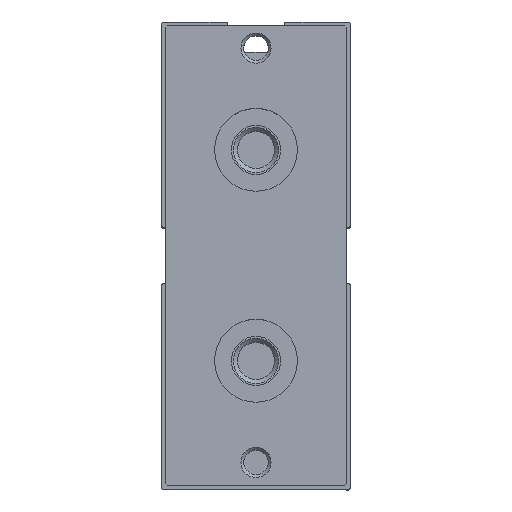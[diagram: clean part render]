
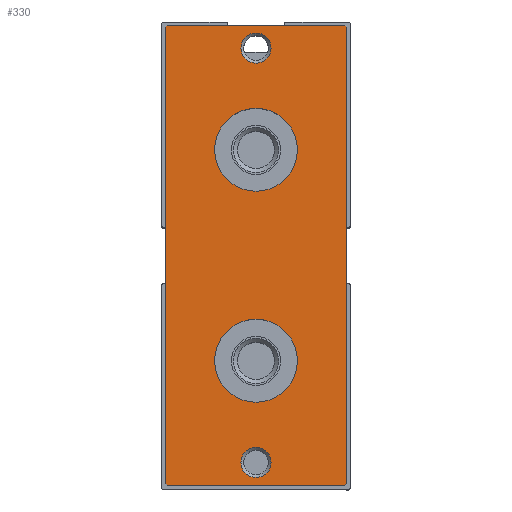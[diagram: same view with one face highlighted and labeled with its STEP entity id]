
A CAD part, top view. The second image highlights one B-rep face of the part: STEP entity #330.
In plain terms, the highlighted planar face has unit normal (0, 0, 1).
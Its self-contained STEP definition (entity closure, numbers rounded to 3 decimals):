
#330 = ADVANCED_FACE( '', ( #755, #756, #757, #758, #759 ), #760, .T. );
#755 = FACE_BOUND( '', #1268, .T. );
#756 = FACE_BOUND( '', #1269, .T. );
#757 = FACE_BOUND( '', #1270, .T. );
#758 = FACE_BOUND( '', #1271, .T. );
#759 = FACE_OUTER_BOUND( '', #1272, .T. );
#760 = PLANE( '', #1273 );
#1268 = EDGE_LOOP( '', ( #2661 ) );
#1269 = EDGE_LOOP( '', ( #2662 ) );
#1270 = EDGE_LOOP( '', ( #2663 ) );
#1271 = EDGE_LOOP( '', ( #2664 ) );
#1272 = EDGE_LOOP( '', ( #2665, #2666, #2667, #2668, #2669, #2670, #2671, #2672 ) );
#1273 = AXIS2_PLACEMENT_3D( '', #2673, #2674, #2675 );
#2661 = ORIENTED_EDGE( '', *, *, #3372, .T. );
#2662 = ORIENTED_EDGE( '', *, *, #3373, .T. );
#2663 = ORIENTED_EDGE( '', *, *, #3374, .T. );
#2664 = ORIENTED_EDGE( '', *, *, #3375, .T. );
#2665 = ORIENTED_EDGE( '', *, *, #3376, .T. );
#2666 = ORIENTED_EDGE( '', *, *, #3377, .T. );
#2667 = ORIENTED_EDGE( '', *, *, #3365, .T. );
#2668 = ORIENTED_EDGE( '', *, *, #3378, .T. );
#2669 = ORIENTED_EDGE( '', *, *, #3345, .T. );
#2670 = ORIENTED_EDGE( '', *, *, #3336, .T. );
#2671 = ORIENTED_EDGE( '', *, *, #3379, .T. );
#2672 = ORIENTED_EDGE( '', *, *, #3340, .T. );
#2673 = CARTESIAN_POINT( '', ( 0., 0., 10. ) );
#2674 = DIRECTION( '', ( 0., 0., 1. ) );
#2675 = DIRECTION( '', ( 1., 0., 0. ) );
#3336 = EDGE_CURVE( '', #4041, #4039, #4042, .T. );
#3340 = EDGE_CURVE( '', #4049, #4047, #4050, .T. );
#3345 = EDGE_CURVE( '', #4058, #4041, #4059, .T. );
#3365 = EDGE_CURVE( '', #4097, #4095, #4098, .T. );
#3372 = EDGE_CURVE( '', #4108, #4108, #4109, .T. );
#3373 = EDGE_CURVE( '', #4110, #4110, #4111, .T. );
#3374 = EDGE_CURVE( '', #4112, #4112, #4113, .T. );
#3375 = EDGE_CURVE( '', #4114, #4114, #4115, .T. );
#3376 = EDGE_CURVE( '', #4047, #4116, #4117, .T. );
#3377 = EDGE_CURVE( '', #4116, #4097, #4118, .T. );
#3378 = EDGE_CURVE( '', #4095, #4058, #4119, .T. );
#3379 = EDGE_CURVE( '', #4039, #4049, #4120, .T. );
#4039 = VERTEX_POINT( '', #5186 );
#4041 = VERTEX_POINT( '', #5189 );
#4042 = LINE( '', #5190, #5191 );
#4047 = VERTEX_POINT( '', #5198 );
#4049 = VERTEX_POINT( '', #5201 );
#4050 = LINE( '', #5202, #5203 );
#4058 = VERTEX_POINT( '', #5213 );
#4059 = LINE( '', #5214, #5215 );
#4095 = VERTEX_POINT( '', #5263 );
#4097 = VERTEX_POINT( '', #5266 );
#4098 = LINE( '', #5267, #5268 );
#4108 = VERTEX_POINT( '', #5284 );
#4109 = CIRCLE( '', #5285, 5.5 );
#4110 = VERTEX_POINT( '', #5286 );
#4111 = CIRCLE( '', #5287, 5.5 );
#4112 = VERTEX_POINT( '', #5288 );
#4113 = CIRCLE( '', #5289, 2. );
#4114 = VERTEX_POINT( '', #5290 );
#4115 = CIRCLE( '', #5291, 2. );
#4116 = VERTEX_POINT( '', #5292 );
#4117 = LINE( '', #5293, #5294 );
#4118 = LINE( '', #5295, #5296 );
#4119 = LINE( '', #5297, #5298 );
#4120 = LINE( '', #5299, #5300 );
#5186 = CARTESIAN_POINT( '', ( 11.8, 30.5, 10. ) );
#5189 = CARTESIAN_POINT( '', ( 12., 30.3, 10. ) );
#5190 = CARTESIAN_POINT( '', ( 12., 30.3, 10. ) );
#5191 = VECTOR( '', #5990, 1000. );
#5198 = CARTESIAN_POINT( '', ( -12., 30.3, 10. ) );
#5201 = CARTESIAN_POINT( '', ( -11.8, 30.5, 10. ) );
#5202 = CARTESIAN_POINT( '', ( -11.8, 30.5, 10. ) );
#5203 = VECTOR( '', #5994, 1000. );
#5213 = CARTESIAN_POINT( '', ( 12., -30.3, 10. ) );
#5214 = CARTESIAN_POINT( '', ( 12., -30.3, 10. ) );
#5215 = VECTOR( '', #6003, 1000. );
#5263 = CARTESIAN_POINT( '', ( 11.8, -30.5, 10. ) );
#5266 = CARTESIAN_POINT( '', ( -11.8, -30.5, 10. ) );
#5267 = CARTESIAN_POINT( '', ( -11.8, -30.5, 10. ) );
#5268 = VECTOR( '', #6035, 1000. );
#5284 = CARTESIAN_POINT( '', ( -5.5, -14., 10. ) );
#5285 = AXIS2_PLACEMENT_3D( '', #6042, #6043, #6044 );
#5286 = CARTESIAN_POINT( '', ( -5.5, 14., 10. ) );
#5287 = AXIS2_PLACEMENT_3D( '', #6045, #6046, #6047 );
#5288 = CARTESIAN_POINT( '', ( -2., -27.5, 10. ) );
#5289 = AXIS2_PLACEMENT_3D( '', #6048, #6049, #6050 );
#5290 = CARTESIAN_POINT( '', ( -2., 27.5, 10. ) );
#5291 = AXIS2_PLACEMENT_3D( '', #6051, #6052, #6053 );
#5292 = CARTESIAN_POINT( '', ( -12., -30.3, 10. ) );
#5293 = CARTESIAN_POINT( '', ( -12., 30.3, 10. ) );
#5294 = VECTOR( '', #6054, 1000. );
#5295 = CARTESIAN_POINT( '', ( -12., -30.3, 10. ) );
#5296 = VECTOR( '', #6055, 1000. );
#5297 = CARTESIAN_POINT( '', ( 11.8, -30.5, 10. ) );
#5298 = VECTOR( '', #6056, 1000. );
#5299 = CARTESIAN_POINT( '', ( 11.8, 30.5, 10. ) );
#5300 = VECTOR( '', #6057, 1000. );
#5990 = DIRECTION( '', ( -0.707, 0.707, 0. ) );
#5994 = DIRECTION( '', ( -0.707, -0.707, 0. ) );
#6003 = DIRECTION( '', ( 0., 1., 0. ) );
#6035 = DIRECTION( '', ( 1., 0., 0. ) );
#6042 = CARTESIAN_POINT( '', ( 0., -14., 10. ) );
#6043 = DIRECTION( '', ( 0., 0., -1. ) );
#6044 = DIRECTION( '', ( -1., 0., 0. ) );
#6045 = CARTESIAN_POINT( '', ( 0., 14., 10. ) );
#6046 = DIRECTION( '', ( 0., 0., -1. ) );
#6047 = DIRECTION( '', ( -1., 0., 0. ) );
#6048 = CARTESIAN_POINT( '', ( 0., -27.5, 10. ) );
#6049 = DIRECTION( '', ( 0., 0., -1. ) );
#6050 = DIRECTION( '', ( -1., 0., 0. ) );
#6051 = CARTESIAN_POINT( '', ( 0., 27.5, 10. ) );
#6052 = DIRECTION( '', ( 0., 0., -1. ) );
#6053 = DIRECTION( '', ( -1., 0., 0. ) );
#6054 = DIRECTION( '', ( 0., -1., 0. ) );
#6055 = DIRECTION( '', ( 0.707, -0.707, 0. ) );
#6056 = DIRECTION( '', ( 0.707, 0.707, 0. ) );
#6057 = DIRECTION( '', ( -1., 0., 0. ) );
